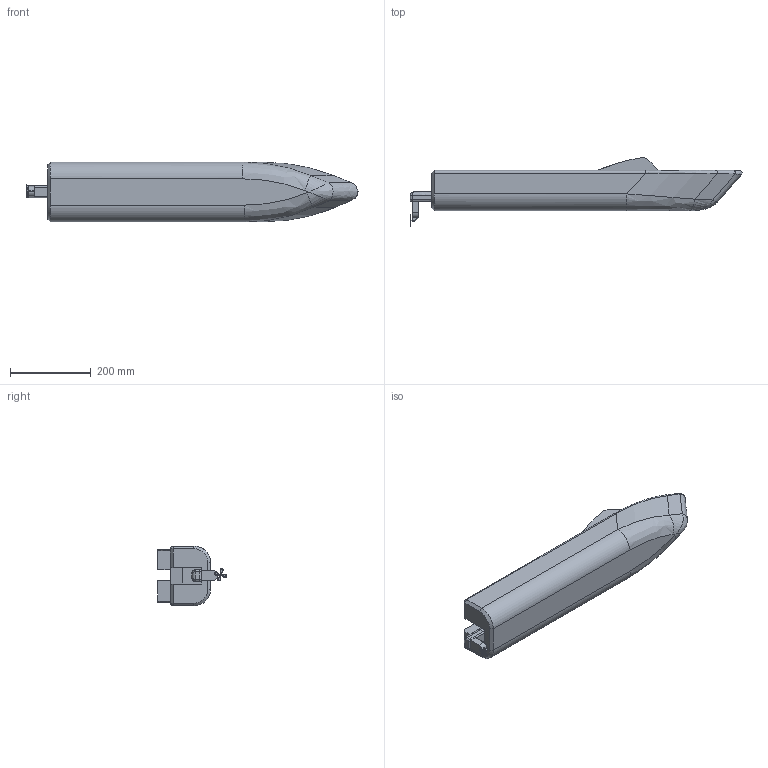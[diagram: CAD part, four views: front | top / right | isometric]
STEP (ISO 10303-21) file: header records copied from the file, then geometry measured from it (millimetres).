
FILE_DESCRIPTION(('FreeCAD Model'),'2;1');
FILE_NAME('Open CASCADE Shape Model','2025-05-05T07:49:53',('FreeCAD'),( 'FreeCAD'),'Open CASCADE STEP processor 7.6','FreeCAD','Unknown');
FILE_SCHEMA(('AUTOMOTIVE_DESIGN { 1 0 10303 214 1 1 1 1 }'));
Length unit declared in the file: millimetre
Products named in the file (1): Open CASCADE STEP translator 7.6 1
Bounding box: 823.5 x 170.94 x 148.18 mm (x, y, z)
Volume: 6143755.8 mm3; surface area: 506867.7 mm2
Topology: 23 solids, 23 shells, 269 faces, 593 edges, 347 vertices
Faces by surface type: bspline 269
Entity records: 14355 total; most frequent: CARTESIAN_POINT 10820, ORIENTED_EDGE 1142, EDGE_CURVE 571, B_SPLINE_CURVE_WITH_KNOTS 416, VERTEX_POINT 347, FACE_BOUND 270, EDGE_LOOP 270, ADVANCED_FACE 269
